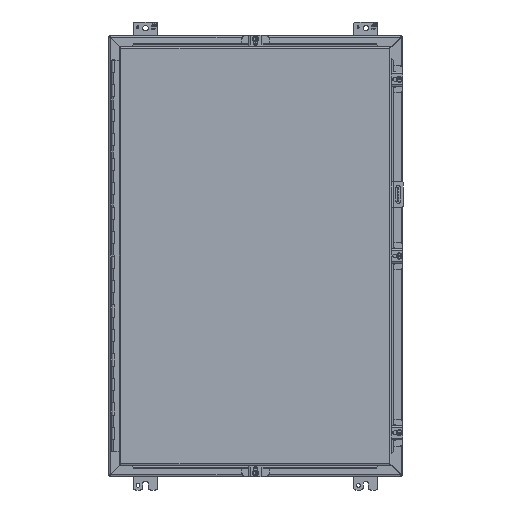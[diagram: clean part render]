
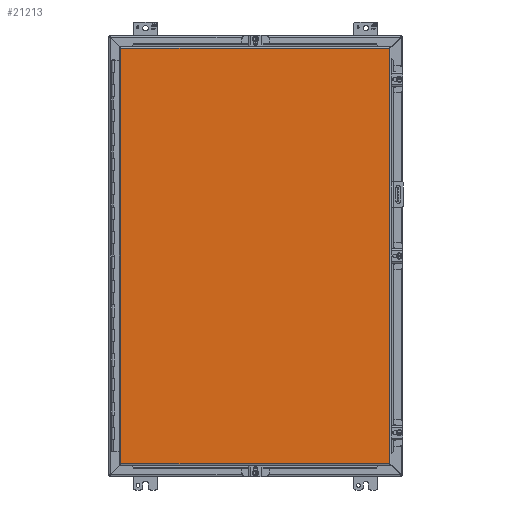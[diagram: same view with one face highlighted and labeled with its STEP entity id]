
A CAD part, front view. The second image highlights one B-rep face of the part: STEP entity #21213.
In plain terms, the highlighted planar face has unit normal (0, -1, 0).
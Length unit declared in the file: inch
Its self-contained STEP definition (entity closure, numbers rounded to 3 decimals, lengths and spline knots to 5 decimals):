
#1098 = EDGE_CURVE ( 'NONE', #24048, #52602, #58422, .T. ) ;
#5598 = DIRECTION ( 'NONE',  ( 1., 0., 0. ) ) ;
#6203 = DIRECTION ( 'NONE',  ( 0., 0., -1. ) ) ;
#10282 = CARTESIAN_POINT ( 'NONE',  ( 10.955, -11.21, 16.9945 ) ) ;
#10588 = AXIS2_PLACEMENT_3D ( 'NONE', #17968, #12967, #50788 ) ;
#11920 = EDGE_LOOP ( 'NONE', ( #43748, #54172, #35874, #33186 ) ) ;
#12065 = VERTEX_POINT ( 'NONE', #34167 ) ;
#12967 = DIRECTION ( 'NONE',  ( 0., -1., 0. ) ) ;
#14062 = CARTESIAN_POINT ( 'NONE',  ( -11.017, -11.21, 16.9945 ) ) ;
#17968 = CARTESIAN_POINT ( 'NONE',  ( -11.017, -11.21, -16.9945 ) ) ;
#21167 = VECTOR ( 'NONE', #29019, 39.37008 ) ;
#21213 = ADVANCED_FACE ( 'NONE', ( #42030 ), #46727, .T. ) ;
#24030 = VECTOR ( 'NONE', #5598, 39.37008 ) ;
#24048 = VERTEX_POINT ( 'NONE', #14062 ) ;
#27165 = LINE ( 'NONE', #41215, #28579 ) ;
#28579 = VECTOR ( 'NONE', #36216, 39.37008 ) ;
#29019 = DIRECTION ( 'NONE',  ( -1., 0., 0. ) ) ;
#30274 = LINE ( 'NONE', #10282, #45819 ) ;
#30783 = CARTESIAN_POINT ( 'NONE',  ( 10.955, -11.21, -16.9945 ) ) ;
#32802 = EDGE_CURVE ( 'NONE', #52602, #42576, #30274, .T. ) ;
#33186 = ORIENTED_EDGE ( 'NONE', *, *, #45473, .F. ) ;
#34167 = CARTESIAN_POINT ( 'NONE',  ( -11.017, -11.21, -16.9945 ) ) ;
#35874 = ORIENTED_EDGE ( 'NONE', *, *, #61231, .F. ) ;
#36216 = DIRECTION ( 'NONE',  ( 0., 0., 1. ) ) ;
#41215 = CARTESIAN_POINT ( 'NONE',  ( -11.017, -11.21, -16.9945 ) ) ;
#42030 = FACE_OUTER_BOUND ( 'NONE', #11920, .T. ) ;
#42576 = VERTEX_POINT ( 'NONE', #55191 ) ;
#43748 = ORIENTED_EDGE ( 'NONE', *, *, #32802, .F. ) ;
#45473 = EDGE_CURVE ( 'NONE', #42576, #12065, #59221, .T. ) ;
#45819 = VECTOR ( 'NONE', #6203, 39.37008 ) ;
#46727 = PLANE ( 'NONE',  #10588 ) ;
#48419 = CARTESIAN_POINT ( 'NONE',  ( -11.017, -11.21, 16.9945 ) ) ;
#48858 = CARTESIAN_POINT ( 'NONE',  ( 10.955, -11.21, 16.9945 ) ) ;
#50788 = DIRECTION ( 'NONE',  ( 0., 0., -1. ) ) ;
#52602 = VERTEX_POINT ( 'NONE', #48858 ) ;
#54172 = ORIENTED_EDGE ( 'NONE', *, *, #1098, .F. ) ;
#55191 = CARTESIAN_POINT ( 'NONE',  ( 10.955, -11.21, -16.9945 ) ) ;
#58422 = LINE ( 'NONE', #48419, #24030 ) ;
#59221 = LINE ( 'NONE', #30783, #21167 ) ;
#61231 = EDGE_CURVE ( 'NONE', #12065, #24048, #27165, .T. ) ;
